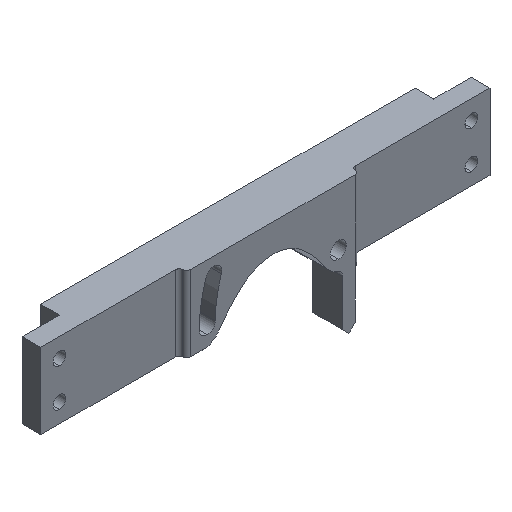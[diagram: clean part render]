
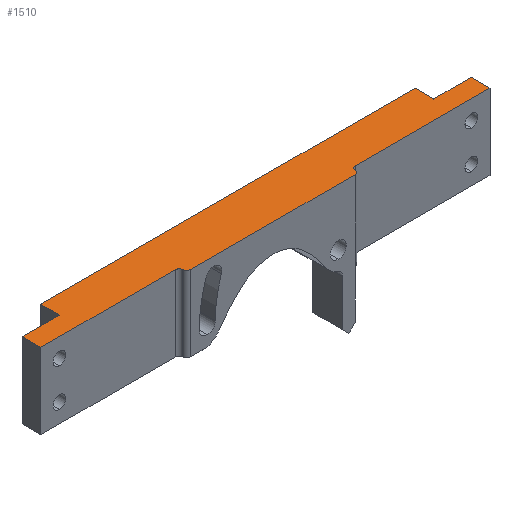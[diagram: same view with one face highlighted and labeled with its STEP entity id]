
A CAD part, isometric view. The second image highlights one B-rep face of the part: STEP entity #1510.
In plain terms, the highlighted planar face has unit normal (0, 0, 1).
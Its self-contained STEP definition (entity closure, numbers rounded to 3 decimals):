
#4 = CARTESIAN_POINT ( 'NONE',  ( -24., 0., 10. ) ) ;
#10 = VERTEX_POINT ( 'NONE', #502 ) ;
#33 = CARTESIAN_POINT ( 'NONE',  ( 24., 0., 10. ) ) ;
#52 = VECTOR ( 'NONE', #855, 1000. ) ;
#76 = EDGE_CURVE ( 'NONE', #1272, #10, #388, .T. ) ;
#83 = CARTESIAN_POINT ( 'NONE',  ( -24., -1., 10. ) ) ;
#85 = LINE ( 'NONE', #340, #1339 ) ;
#90 = CARTESIAN_POINT ( 'NONE',  ( -22., -1., 10. ) ) ;
#103 = CIRCLE ( 'NONE', #726, 1. ) ;
#114 = CARTESIAN_POINT ( 'NONE',  ( -50., 5., 10. ) ) ;
#124 = LINE ( 'NONE', #1559, #928 ) ;
#174 = VERTEX_POINT ( 'NONE', #33 ) ;
#179 = EDGE_CURVE ( 'NONE', #761, #174, #526, .T. ) ;
#226 = DIRECTION ( 'NONE',  ( 0., 0., -1. ) ) ;
#231 = LINE ( 'NONE', #1347, #1403 ) ;
#244 = EDGE_CURVE ( 'NONE', #402, #642, #865, .T. ) ;
#245 = DIRECTION ( 'NONE',  ( -1., 0., 0. ) ) ;
#264 = VERTEX_POINT ( 'NONE', #4 ) ;
#273 = ORIENTED_EDGE ( 'NONE', *, *, #1345, .T. ) ;
#287 = ORIENTED_EDGE ( 'NONE', *, *, #454, .T. ) ;
#340 = CARTESIAN_POINT ( 'NONE',  ( 50., 10., 10. ) ) ;
#382 = ORIENTED_EDGE ( 'NONE', *, *, #403, .T. ) ;
#387 = EDGE_CURVE ( 'NONE', #1493, #841, #231, .T. ) ;
#388 = LINE ( 'NONE', #114, #1060 ) ;
#402 = VERTEX_POINT ( 'NONE', #500 ) ;
#403 = EDGE_CURVE ( 'NONE', #1100, #402, #85, .T. ) ;
#408 = CARTESIAN_POINT ( 'NONE',  ( -23., -1., 10. ) ) ;
#434 = CARTESIAN_POINT ( 'NONE',  ( -22., -2., 10. ) ) ;
#444 = DIRECTION ( 'NONE',  ( 0., 0., 1. ) ) ;
#449 = CARTESIAN_POINT ( 'NONE',  ( 23., -1., 10. ) ) ;
#454 = EDGE_CURVE ( 'NONE', #1846, #484, #628, .T. ) ;
#455 = ORIENTED_EDGE ( 'NONE', *, *, #1333, .F. ) ;
#462 = LINE ( 'NONE', #1311, #1638 ) ;
#478 = LINE ( 'NONE', #1057, #616 ) ;
#482 = DIRECTION ( 'NONE',  ( 0., -1., 0. ) ) ;
#484 = VERTEX_POINT ( 'NONE', #1041 ) ;
#488 = EDGE_CURVE ( 'NONE', #1493, #1100, #478, .T. ) ;
#500 = CARTESIAN_POINT ( 'NONE',  ( 50., 10., 10. ) ) ;
#502 = CARTESIAN_POINT ( 'NONE',  ( -60., 5., 10. ) ) ;
#526 = CIRCLE ( 'NONE', #1000, 1. ) ;
#535 = CARTESIAN_POINT ( 'NONE',  ( 22., -1., 10. ) ) ;
#604 = CARTESIAN_POINT ( 'NONE',  ( -50., 10., 10. ) ) ;
#614 = PLANE ( 'NONE',  #1054 ) ;
#616 = VECTOR ( 'NONE', #635, 1000. ) ;
#623 = DIRECTION ( 'NONE',  ( 1., 0., 0. ) ) ;
#628 = LINE ( 'NONE', #1488, #1273 ) ;
#635 = DIRECTION ( 'NONE',  ( -1., 0., 0. ) ) ;
#642 = VERTEX_POINT ( 'NONE', #835 ) ;
#661 = LINE ( 'NONE', #1373, #1666 ) ;
#668 = LINE ( 'NONE', #1648, #1455 ) ;
#678 = CIRCLE ( 'NONE', #1557, 1. ) ;
#681 = DIRECTION ( 'NONE',  ( 1., 0., 0. ) ) ;
#713 = VERTEX_POINT ( 'NONE', #1163 ) ;
#726 = AXIS2_PLACEMENT_3D ( 'NONE', #83, #226, #245 ) ;
#742 = ORIENTED_EDGE ( 'NONE', *, *, #387, .F. ) ;
#761 = VERTEX_POINT ( 'NONE', #449 ) ;
#778 = ORIENTED_EDGE ( 'NONE', *, *, #1251, .T. ) ;
#786 = DIRECTION ( 'NONE',  ( -1., 0., 0. ) ) ;
#803 = DIRECTION ( 'NONE',  ( 0., 0., 1. ) ) ;
#834 = EDGE_CURVE ( 'NONE', #484, #761, #678, .T. ) ;
#835 = CARTESIAN_POINT ( 'NONE',  ( -50., 10., 10. ) ) ;
#841 = VERTEX_POINT ( 'NONE', #1072 ) ;
#851 = ORIENTED_EDGE ( 'NONE', *, *, #244, .T. ) ;
#854 = DIRECTION ( 'NONE',  ( 0., -1., 0. ) ) ;
#855 = DIRECTION ( 'NONE',  ( -1., 0., 0. ) ) ;
#865 = LINE ( 'NONE', #604, #52 ) ;
#928 = VECTOR ( 'NONE', #854, 1000. ) ;
#1000 = AXIS2_PLACEMENT_3D ( 'NONE', #1148, #1445, #1585 ) ;
#1041 = CARTESIAN_POINT ( 'NONE',  ( 22., -2., 10. ) ) ;
#1047 = DIRECTION ( 'NONE',  ( 0., -1., 0. ) ) ;
#1054 = AXIS2_PLACEMENT_3D ( 'NONE', #1781, #444, #623 ) ;
#1057 = CARTESIAN_POINT ( 'NONE',  ( 50., 5., 10. ) ) ;
#1059 = ORIENTED_EDGE ( 'NONE', *, *, #1625, .F. ) ;
#1060 = VECTOR ( 'NONE', #1267, 1000. ) ;
#1072 = CARTESIAN_POINT ( 'NONE',  ( 60., 0., 10. ) ) ;
#1100 = VERTEX_POINT ( 'NONE', #1301 ) ;
#1148 = CARTESIAN_POINT ( 'NONE',  ( 24., -1., 10. ) ) ;
#1163 = CARTESIAN_POINT ( 'NONE',  ( -60., 0., 10. ) ) ;
#1176 = CARTESIAN_POINT ( 'NONE',  ( 60., 5., 10. ) ) ;
#1194 = FACE_OUTER_BOUND ( 'NONE', #1255, .T. ) ;
#1220 = DIRECTION ( 'NONE',  ( 0., 1., 0. ) ) ;
#1231 = DIRECTION ( 'NONE',  ( -1., 0., 0. ) ) ;
#1251 = EDGE_CURVE ( 'NONE', #264, #1790, #103, .T. ) ;
#1255 = EDGE_LOOP ( 'NONE', ( #1059, #778, #273, #287, #1630, #1268, #455, #742, #1569, #382, #851, #1653, #1562, #1482 ) ) ;
#1267 = DIRECTION ( 'NONE',  ( -1., 0., 0. ) ) ;
#1268 = ORIENTED_EDGE ( 'NONE', *, *, #179, .T. ) ;
#1272 = VERTEX_POINT ( 'NONE', #1802 ) ;
#1273 = VECTOR ( 'NONE', #1355, 1000. ) ;
#1301 = CARTESIAN_POINT ( 'NONE',  ( 50., 5., 10. ) ) ;
#1311 = CARTESIAN_POINT ( 'NONE',  ( -60., 5., 10. ) ) ;
#1333 = EDGE_CURVE ( 'NONE', #841, #174, #661, .T. ) ;
#1339 = VECTOR ( 'NONE', #1220, 1000. ) ;
#1345 = EDGE_CURVE ( 'NONE', #1790, #1846, #1450, .T. ) ;
#1347 = CARTESIAN_POINT ( 'NONE',  ( 60., 5., 10. ) ) ;
#1355 = DIRECTION ( 'NONE',  ( 1., 0., 0. ) ) ;
#1373 = CARTESIAN_POINT ( 'NONE',  ( 50., 0., 10. ) ) ;
#1388 = AXIS2_PLACEMENT_3D ( 'NONE', #90, #803, #681 ) ;
#1403 = VECTOR ( 'NONE', #1047, 1000. ) ;
#1445 = DIRECTION ( 'NONE',  ( 0., 0., -1. ) ) ;
#1450 = CIRCLE ( 'NONE', #1388, 1. ) ;
#1455 = VECTOR ( 'NONE', #1231, 1000. ) ;
#1482 = ORIENTED_EDGE ( 'NONE', *, *, #1492, .T. ) ;
#1488 = CARTESIAN_POINT ( 'NONE',  ( 22., -2., 10. ) ) ;
#1492 = EDGE_CURVE ( 'NONE', #10, #713, #462, .T. ) ;
#1493 = VERTEX_POINT ( 'NONE', #1176 ) ;
#1510 = ADVANCED_FACE ( 'NONE', ( #1194 ), #614, .T. ) ;
#1530 = DIRECTION ( 'NONE',  ( -1., 0., 0. ) ) ;
#1557 = AXIS2_PLACEMENT_3D ( 'NONE', #535, #1661, #1530 ) ;
#1559 = CARTESIAN_POINT ( 'NONE',  ( -50., 10., 10. ) ) ;
#1562 = ORIENTED_EDGE ( 'NONE', *, *, #76, .T. ) ;
#1569 = ORIENTED_EDGE ( 'NONE', *, *, #488, .T. ) ;
#1585 = DIRECTION ( 'NONE',  ( 1., 0., 0. ) ) ;
#1625 = EDGE_CURVE ( 'NONE', #264, #713, #668, .T. ) ;
#1630 = ORIENTED_EDGE ( 'NONE', *, *, #834, .T. ) ;
#1638 = VECTOR ( 'NONE', #482, 1000. ) ;
#1648 = CARTESIAN_POINT ( 'NONE',  ( -50., 0., 10. ) ) ;
#1653 = ORIENTED_EDGE ( 'NONE', *, *, #1801, .T. ) ;
#1661 = DIRECTION ( 'NONE',  ( 0., 0., 1. ) ) ;
#1666 = VECTOR ( 'NONE', #786, 1000. ) ;
#1781 = CARTESIAN_POINT ( 'NONE',  ( -50., 5., 10. ) ) ;
#1790 = VERTEX_POINT ( 'NONE', #408 ) ;
#1801 = EDGE_CURVE ( 'NONE', #642, #1272, #124, .T. ) ;
#1802 = CARTESIAN_POINT ( 'NONE',  ( -50., 5., 10. ) ) ;
#1846 = VERTEX_POINT ( 'NONE', #434 ) ;
